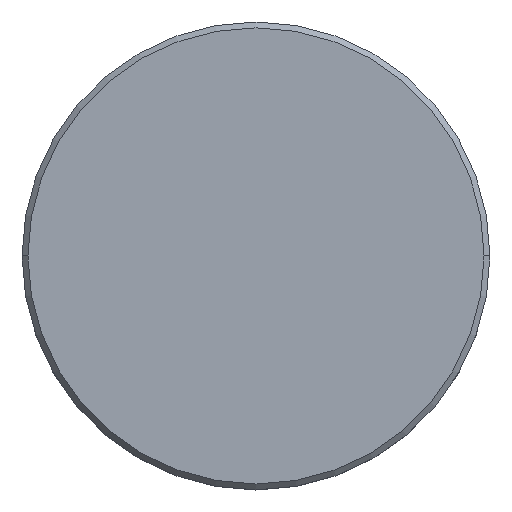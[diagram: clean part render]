
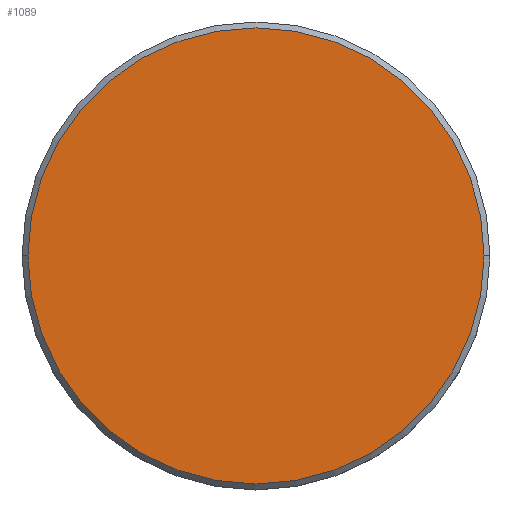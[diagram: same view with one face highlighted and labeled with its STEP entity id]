
A CAD part, top view. The second image highlights one B-rep face of the part: STEP entity #1089.
In plain terms, the highlighted planar face has unit normal (0, 0, 1).
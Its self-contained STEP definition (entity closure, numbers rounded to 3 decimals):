
#66 = AXIS2_PLACEMENT_3D ( 'NONE', #202, #369, #197 ) ;
#197 = DIRECTION ( 'NONE',  ( 1., 0., 0. ) ) ;
#202 = CARTESIAN_POINT ( 'NONE',  ( 0., 0., 0. ) ) ;
#268 = VERTEX_POINT ( 'NONE', #836 ) ;
#269 = VERTEX_POINT ( 'NONE', #737 ) ;
#296 = AXIS2_PLACEMENT_3D ( 'NONE', #630, #550, #304 ) ;
#304 = DIRECTION ( 'NONE',  ( 1., 0., 0. ) ) ;
#369 = DIRECTION ( 'NONE',  ( 0., 0., 1. ) ) ;
#370 = ORIENTED_EDGE ( 'NONE', *, *, #754, .T. ) ;
#384 = DIRECTION ( 'NONE',  ( 1., 0., 0. ) ) ;
#550 = DIRECTION ( 'NONE',  ( 0., 0., 1. ) ) ;
#574 = AXIS2_PLACEMENT_3D ( 'NONE', #1045, #659, #384 ) ;
#577 = CIRCLE ( 'NONE', #574, 19.5 ) ;
#630 = CARTESIAN_POINT ( 'NONE',  ( 0., 0., 0. ) ) ;
#655 = CIRCLE ( 'NONE', #296, 19.5 ) ;
#659 = DIRECTION ( 'NONE',  ( 0., 0., 1. ) ) ;
#693 = ORIENTED_EDGE ( 'NONE', *, *, #1016, .T. ) ;
#737 = CARTESIAN_POINT ( 'NONE',  ( 19.5, 0., 0. ) ) ;
#754 = EDGE_CURVE ( 'NONE', #269, #268, #577, .T. ) ;
#756 = EDGE_LOOP ( 'NONE', ( #693, #370 ) ) ;
#836 = CARTESIAN_POINT ( 'NONE',  ( -19.5, 0., 0. ) ) ;
#837 = FACE_OUTER_BOUND ( 'NONE', #756, .T. ) ;
#1016 = EDGE_CURVE ( 'NONE', #268, #269, #655, .T. ) ;
#1045 = CARTESIAN_POINT ( 'NONE',  ( 0., 0., 0. ) ) ;
#1089 = ADVANCED_FACE ( 'NONE', ( #837 ), #1093, .T. ) ;
#1093 = PLANE ( 'NONE',  #66 ) ;
